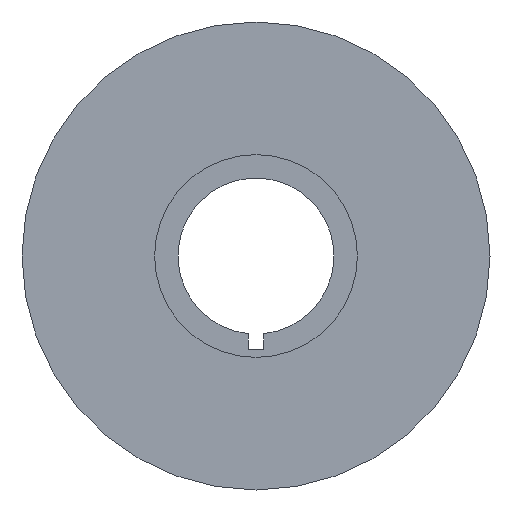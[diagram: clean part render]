
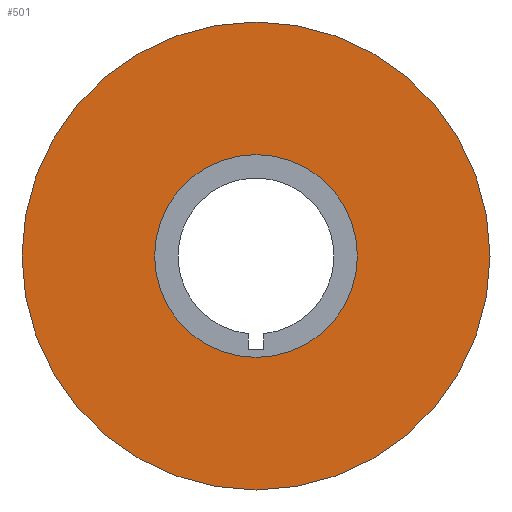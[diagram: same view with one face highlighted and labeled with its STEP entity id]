
A CAD part, left-side view. The second image highlights one B-rep face of the part: STEP entity #501.
In plain terms, the highlighted planar face has unit normal (-1, 0, 0).
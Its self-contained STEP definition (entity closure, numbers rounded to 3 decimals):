
#34 = DIRECTION ( 'NONE',  ( 1., 0., 0. ) ) ;
#87 = EDGE_LOOP ( 'NONE', ( #733, #437 ) ) ;
#107 = CIRCLE ( 'NONE', #630, 13. ) ;
#119 = CIRCLE ( 'NONE', #344, 13. ) ;
#146 = VERTEX_POINT ( 'NONE', #413 ) ;
#191 = DIRECTION ( 'NONE',  ( 0., 1., 0. ) ) ;
#240 = DIRECTION ( 'NONE',  ( 0., 1., 0. ) ) ;
#248 = FACE_BOUND ( 'NONE', #804, .T. ) ;
#249 = CIRCLE ( 'NONE', #650, 30. ) ;
#281 = EDGE_CURVE ( 'NONE', #146, #639, #107, .T. ) ;
#291 = DIRECTION ( 'NONE',  ( 0., 1., 0. ) ) ;
#298 = CARTESIAN_POINT ( 'NONE',  ( -37., 13., 0. ) ) ;
#312 = VERTEX_POINT ( 'NONE', #718 ) ;
#315 = CARTESIAN_POINT ( 'NONE',  ( -37., -13., 0. ) ) ;
#337 = DIRECTION ( 'NONE',  ( 1., 0., 0. ) ) ;
#338 = EDGE_CURVE ( 'NONE', #746, #312, #249, .T. ) ;
#344 = AXIS2_PLACEMENT_3D ( 'NONE', #561, #452, #191 ) ;
#402 = ORIENTED_EDGE ( 'NONE', *, *, #612, .T. ) ;
#413 = CARTESIAN_POINT ( 'NONE',  ( -37., 13., 0. ) ) ;
#437 = ORIENTED_EDGE ( 'NONE', *, *, #564, .F. ) ;
#452 = DIRECTION ( 'NONE',  ( 1., 0., 0. ) ) ;
#501 = ADVANCED_FACE ( 'NONE', ( #248, #548 ), #670, .T. ) ;
#505 = CIRCLE ( 'NONE', #687, 30. ) ;
#522 = CARTESIAN_POINT ( 'NONE',  ( -37., 0., 0. ) ) ;
#546 = DIRECTION ( 'NONE',  ( 0., -1., 0. ) ) ;
#548 = FACE_OUTER_BOUND ( 'NONE', #87, .T. ) ;
#561 = CARTESIAN_POINT ( 'NONE',  ( -37., 0., 0. ) ) ;
#564 = EDGE_CURVE ( 'NONE', #312, #746, #505, .T. ) ;
#581 = CARTESIAN_POINT ( 'NONE',  ( -37., 0., 0. ) ) ;
#612 = EDGE_CURVE ( 'NONE', #639, #146, #119, .T. ) ;
#630 = AXIS2_PLACEMENT_3D ( 'NONE', #581, #337, #656 ) ;
#639 = VERTEX_POINT ( 'NONE', #315 ) ;
#650 = AXIS2_PLACEMENT_3D ( 'NONE', #522, #34, #291 ) ;
#656 = DIRECTION ( 'NONE',  ( 0., 1., 0. ) ) ;
#670 = PLANE ( 'NONE',  #748 ) ;
#677 = DIRECTION ( 'NONE',  ( -1., 0., 0. ) ) ;
#687 = AXIS2_PLACEMENT_3D ( 'NONE', #732, #795, #240 ) ;
#718 = CARTESIAN_POINT ( 'NONE',  ( -37., -30., 0. ) ) ;
#732 = CARTESIAN_POINT ( 'NONE',  ( -37., 0., 0. ) ) ;
#733 = ORIENTED_EDGE ( 'NONE', *, *, #338, .F. ) ;
#746 = VERTEX_POINT ( 'NONE', #770 ) ;
#748 = AXIS2_PLACEMENT_3D ( 'NONE', #298, #677, #546 ) ;
#770 = CARTESIAN_POINT ( 'NONE',  ( -37., 30., 0. ) ) ;
#795 = DIRECTION ( 'NONE',  ( 1., 0., 0. ) ) ;
#804 = EDGE_LOOP ( 'NONE', ( #813, #402 ) ) ;
#813 = ORIENTED_EDGE ( 'NONE', *, *, #281, .T. ) ;
